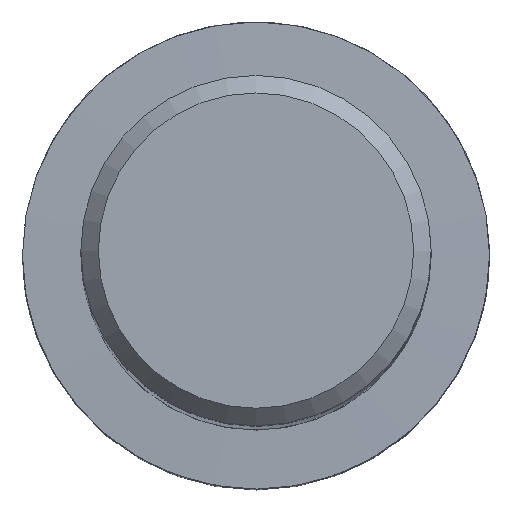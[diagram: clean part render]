
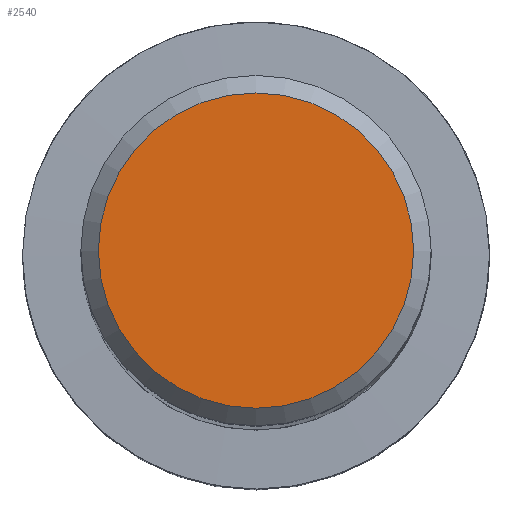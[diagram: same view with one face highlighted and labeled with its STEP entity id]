
A CAD part, top view. The second image highlights one B-rep face of the part: STEP entity #2540.
In plain terms, the highlighted free-form (B-spline) face has degree [1, 1] with [2, 2] control points.
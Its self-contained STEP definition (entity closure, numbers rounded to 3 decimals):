
#2070 = CARTESIAN_POINT ('', (-4.05, 0., 0.));
#2080 = VERTEX_POINT ('', #2070);
#2150 = CARTESIAN_POINT ('', (0., 0., 0.));
#2160 = DIRECTION ('', (0., 0., -1.));
#2170 = DIRECTION ('', (-1., 0., 0.));
#2180 = AXIS2_PLACEMENT_3D ('', #2150, #2160, #2170);
#2190 = CIRCLE ('', #2180, 4.05);
#2200 = EDGE_CURVE ('', #2080, #2080, #2190, .T.);
#2460 = ORIENTED_EDGE ('', *, *, #2200, .F.);
#2470 = EDGE_LOOP ('', (#2460));
#2480 = FACE_OUTER_BOUND ('', #2470, .T.);
#2490 = CARTESIAN_POINT ('', (4.05, -4.05, 0.));
#2500 = CARTESIAN_POINT ('', (-4.05, -4.05, 0.));
#2510 = CARTESIAN_POINT ('', (4.05, 4.05, 0.));
#2520 = CARTESIAN_POINT ('', (-4.05, 4.05, 0.));
#2530 = B_SPLINE_SURFACE_WITH_KNOTS ('', 1, 1, ((#2490, #2500), (#2510, #2520)), .UNSPECIFIED., .F., .F., .U., (2, 2), (2, 2), (0.045, 0.955), (0.045, 0.955), .UNSPECIFIED.);
#2540 = ADVANCED_FACE ('', (#2480), #2530, .T.);
